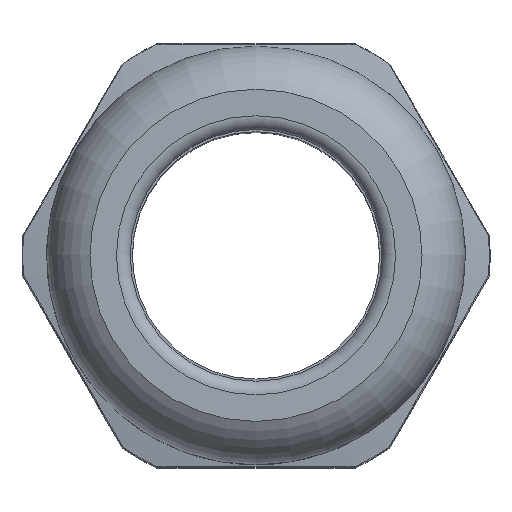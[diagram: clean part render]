
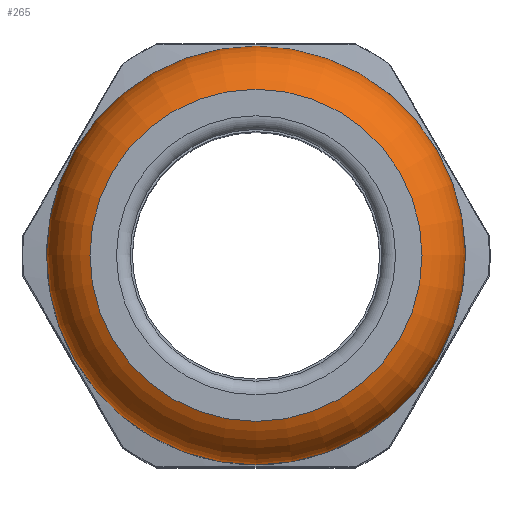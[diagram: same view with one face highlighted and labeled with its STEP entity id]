
A CAD part, top view. The second image highlights one B-rep face of the part: STEP entity #265.
In plain terms, the highlighted toroidal (fillet/blend) face has major radius 7.85 mm and minor radius 4 mm.
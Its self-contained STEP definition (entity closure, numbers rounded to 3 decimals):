
#265=ADVANCED_FACE('',(#353,#354),#336,.T.);
#336=TOROIDAL_SURFACE('',#2000,7.85,4.);
#353=FACE_BOUND('',#404,.T.);
#354=FACE_BOUND('',#405,.T.);
#404=EDGE_LOOP('',(#541));
#405=EDGE_LOOP('',(#542));
#541=ORIENTED_EDGE('',*,*,#964,.F.);
#542=ORIENTED_EDGE('',*,*,#965,.T.);
#854=VERTEX_POINT('',#2858);
#855=VERTEX_POINT('',#2860);
#964=EDGE_CURVE('',#854,#854,#1168,.T.);
#965=EDGE_CURVE('',#855,#855,#1169,.T.);
#1168=CIRCLE('',#1998,11.85);
#1169=CIRCLE('',#1999,9.4);
#1998=AXIS2_PLACEMENT_3D('',#2857,#2269,#2270);
#1999=AXIS2_PLACEMENT_3D('',#2859,#2271,#2272);
#2000=AXIS2_PLACEMENT_3D('',#2861,#2273,#2274);
#2269=DIRECTION('',(0.,0.,-1.));
#2270=DIRECTION('',(0.,1.,0.));
#2271=DIRECTION('',(0.,0.,-1.));
#2272=DIRECTION('',(0.,1.,0.));
#2273=DIRECTION('',(0.,0.,-1.));
#2274=DIRECTION('',(0.,-1.,0.));
#2857=CARTESIAN_POINT('',(0.,0.,20.463));
#2858=CARTESIAN_POINT('',(0.,11.85,20.463));
#2859=CARTESIAN_POINT('',(0.,0.,24.15));
#2860=CARTESIAN_POINT('',(0.,9.4,24.15));
#2861=CARTESIAN_POINT('',(0.,0.,20.463));
